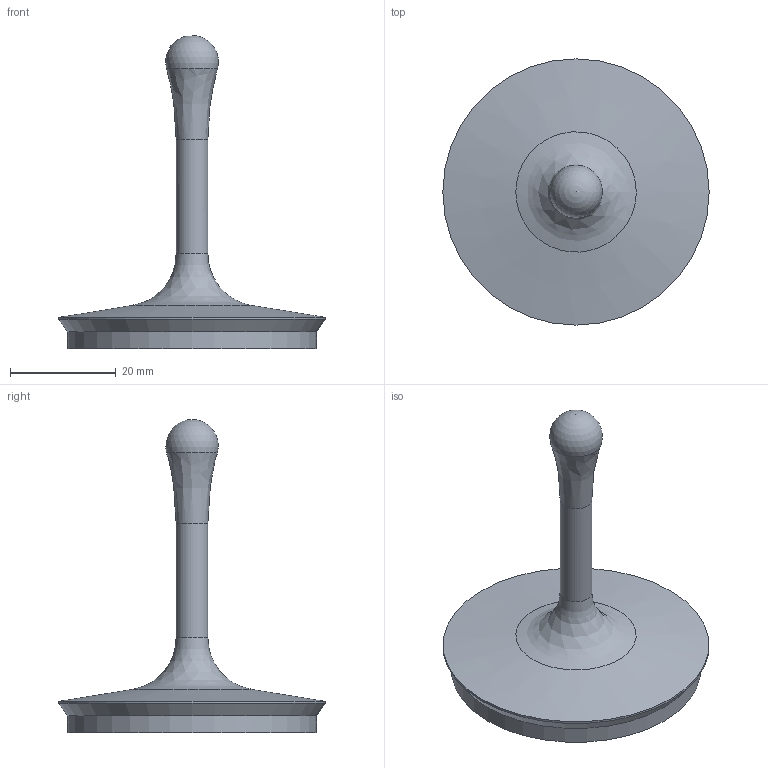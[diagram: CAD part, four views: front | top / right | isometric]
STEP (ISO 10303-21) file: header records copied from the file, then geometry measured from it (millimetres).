
FILE_DESCRIPTION(('Open CASCADE Model'),'2;1');
FILE_NAME('Open CASCADE Shape Model','2024-02-26T13:59:18',('Author'),( 'Open CASCADE'),'Open CASCADE STEP processor 7.7','Open CASCADE 7.7' ,'Unknown');
FILE_SCHEMA(('AUTOMOTIVE_DESIGN { 1 0 10303 214 1 1 1 1 }'));
Length unit declared in the file: millimetre
Products named in the file (1): Open CASCADE STEP translator 7.7 3
Bounding box: 50.44 x 50.44 x 59.3 mm (x, y, z)
Volume: 15637.8 mm3; surface area: 5773.9 mm2
Topology: 1 solids, 1 shells, 9 faces, 17 edges, 9 vertices
Faces by surface type: cylinder 3, bspline 2, cone 2, sphere 1, plane 1
Full cylindrical faces by diameter (mm): 6 x1, 47.2 x1, 50.439 x1
Entity records: 624 total; most frequent: CARTESIAN_POINT 300, DIRECTION 55, ORIENTED_EDGE 32, PCURVE 32, DEFINITIONAL_REPRESENTATION 32, LINE 28, VECTOR 28, EDGE_CURVE 16
